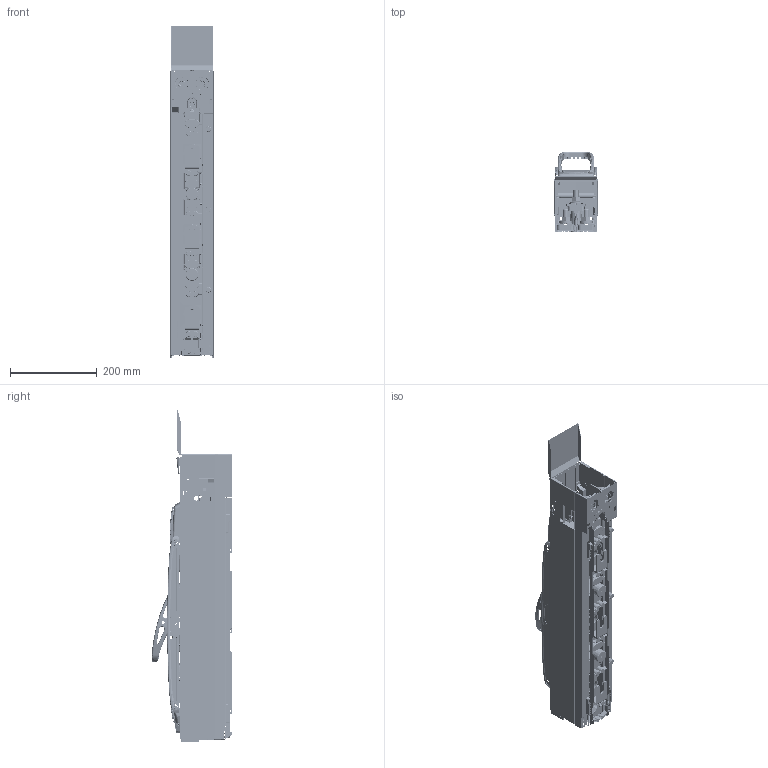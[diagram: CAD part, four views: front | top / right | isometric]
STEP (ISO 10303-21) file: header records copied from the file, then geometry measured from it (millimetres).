
FILE_DESCRIPTION((''),'2;1');
FILE_NAME('ZLBM3-L-3P-3U-M12','2021-08-12T15:35:59',('FIKASAV3'),(''),'CREO PARAMETRIC BY PTC INC, 2020184','CREO PARAMETRIC BY PTC INC, 2020184','');
FILE_SCHEMA(('AUTOMOTIVE_DESIGN { 1 0 10303 214 1 1 1 1 }'));
Products named in the file (1): ZLBM3-L-3P-3U-M12
Bounding box: 99 x 185.78 x 763.95 mm (x, y, z)
Volume: 4394240.6 mm3; surface area: 1122549.3 mm2
Topology: 1 solids, 989 shells, 3767 faces, 33328 edges, 30121 vertices
Faces by surface type: plane 2358, cylinder 693, bspline 310, torus 181, cone 168, extrusion 34, sphere 23
Entity records: 568614 total; most frequent: CARTESIAN_POINT 330812, ORIENTED_EDGE 37535, DIRECTION 33706, EDGE_CURVE 33295, VERTEX_POINT 30123, VECTOR 17639, LINE 17605, B_SPLINE_CURVE_WITH_KNOTS 11126
